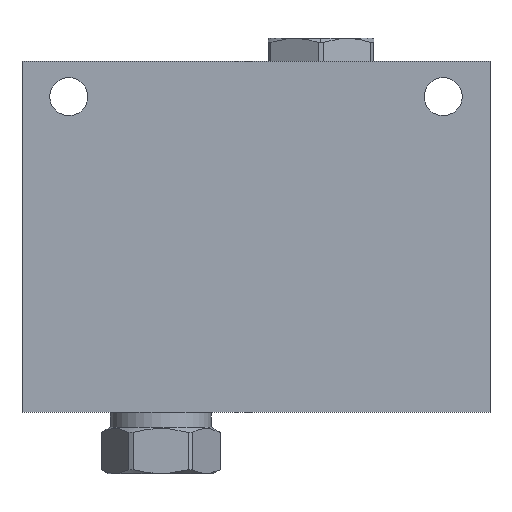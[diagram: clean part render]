
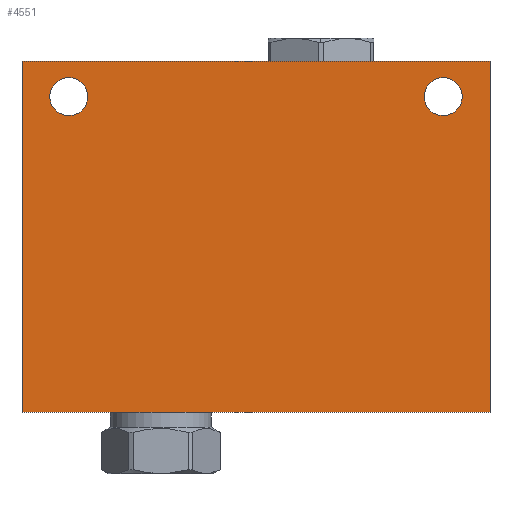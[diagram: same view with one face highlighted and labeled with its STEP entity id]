
A CAD part, front view. The second image highlights one B-rep face of the part: STEP entity #4551.
In plain terms, the highlighted planar face has unit normal (0, -1, 0).
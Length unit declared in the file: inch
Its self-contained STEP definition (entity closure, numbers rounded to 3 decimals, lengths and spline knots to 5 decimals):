
#5=DIRECTION('',(1.,0.,0.));
#6=VECTOR('',#5,5.);
#7=CARTESIAN_POINT('',(0.,-4.,0.));
#8=LINE('',#7,#6);
#105=DIRECTION('',(0.,0.,1.));
#106=VECTOR('',#105,3.75);
#107=CARTESIAN_POINT('',(5.,-4.,0.));
#108=LINE('',#107,#106);
#129=DIRECTION('',(0.,0.,1.));
#130=VECTOR('',#129,3.75);
#131=CARTESIAN_POINT('',(0.,-4.,0.));
#132=LINE('',#131,#130);
#133=CARTESIAN_POINT('',(4.5,-4.,3.375));
#134=DIRECTION('',(0.,1.,0.));
#135=DIRECTION('',(0.,0.,-1.));
#136=AXIS2_PLACEMENT_3D('',#133,#134,#135);
#138=CARTESIAN_POINT('',(4.5,-4.,3.375));
#139=DIRECTION('',(0.,1.,0.));
#140=DIRECTION('',(0.,0.,1.));
#141=AXIS2_PLACEMENT_3D('',#138,#139,#140);
#143=CARTESIAN_POINT('',(0.5,-4.,3.375));
#144=DIRECTION('',(0.,1.,0.));
#145=DIRECTION('',(0.,0.,-1.));
#146=AXIS2_PLACEMENT_3D('',#143,#144,#145);
#148=CARTESIAN_POINT('',(0.5,-4.,3.375));
#149=DIRECTION('',(0.,1.,0.));
#150=DIRECTION('',(0.,0.,1.));
#151=AXIS2_PLACEMENT_3D('',#148,#149,#150);
#165=DIRECTION('',(1.,0.,0.));
#166=VECTOR('',#165,5.);
#167=CARTESIAN_POINT('',(0.,-4.,3.75));
#168=LINE('',#167,#166);
#3921=CARTESIAN_POINT('',(0.,-4.,0.));
#3923=VERTEX_POINT('',#3921);
#3924=CARTESIAN_POINT('',(5.,-4.,0.));
#3925=VERTEX_POINT('',#3924);
#3929=CARTESIAN_POINT('',(0.,-4.,3.75));
#3931=VERTEX_POINT('',#3929);
#3932=CARTESIAN_POINT('',(5.,-4.,3.75));
#3933=VERTEX_POINT('',#3932);
#4216=CARTESIAN_POINT('',(4.5,-4.,3.172));
#4217=CARTESIAN_POINT('',(4.5,-4.,3.578));
#4218=VERTEX_POINT('',#4216);
#4219=VERTEX_POINT('',#4217);
#4224=CARTESIAN_POINT('',(0.5,-4.,3.172));
#4225=CARTESIAN_POINT('',(0.5,-4.,3.578));
#4226=VERTEX_POINT('',#4224);
#4227=VERTEX_POINT('',#4225);
#4527=CARTESIAN_POINT('',(0.,-4.,0.));
#4528=DIRECTION('',(0.,-1.,0.));
#4529=DIRECTION('',(1.,0.,0.));
#4530=AXIS2_PLACEMENT_3D('',#4527,#4528,#4529);
#4531=PLANE('',#4530);
#4532=ORIENTED_EDGE('',*,*,#4415,.F.);
#4533=ORIENTED_EDGE('',*,*,#4446,.T.);
#4535=ORIENTED_EDGE('',*,*,#4534,.T.);
#4536=ORIENTED_EDGE('',*,*,#4507,.F.);
#4537=EDGE_LOOP('',(#4532,#4533,#4535,#4536));
#4538=FACE_OUTER_BOUND('',#4537,.F.);
#4540=ORIENTED_EDGE('',*,*,#4539,.F.);
#4542=ORIENTED_EDGE('',*,*,#4541,.F.);
#4543=EDGE_LOOP('',(#4540,#4542));
#4544=FACE_BOUND('',#4543,.F.);
#4546=ORIENTED_EDGE('',*,*,#4545,.F.);
#4548=ORIENTED_EDGE('',*,*,#4547,.F.);
#4549=EDGE_LOOP('',(#4546,#4548));
#4550=FACE_BOUND('',#4549,.F.);
#4551=ADVANCED_FACE('',(#4538,#4544,#4550),#4531,.T.);
#137=CIRCLE('',#136,0.203);
#142=CIRCLE('',#141,0.203);
#147=CIRCLE('',#146,0.203);
#152=CIRCLE('',#151,0.203);
#4415=EDGE_CURVE('',#3923,#3925,#8,.T.);
#4446=EDGE_CURVE('',#3923,#3931,#132,.T.);
#4507=EDGE_CURVE('',#3925,#3933,#108,.T.);
#4534=EDGE_CURVE('',#3931,#3933,#168,.T.);
#4539=EDGE_CURVE('',#4218,#4219,#137,.T.);
#4541=EDGE_CURVE('',#4219,#4218,#142,.T.);
#4545=EDGE_CURVE('',#4226,#4227,#147,.T.);
#4547=EDGE_CURVE('',#4227,#4226,#152,.T.);
